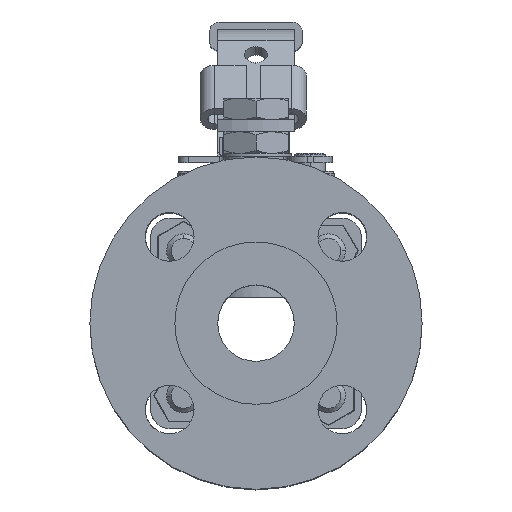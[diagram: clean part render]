
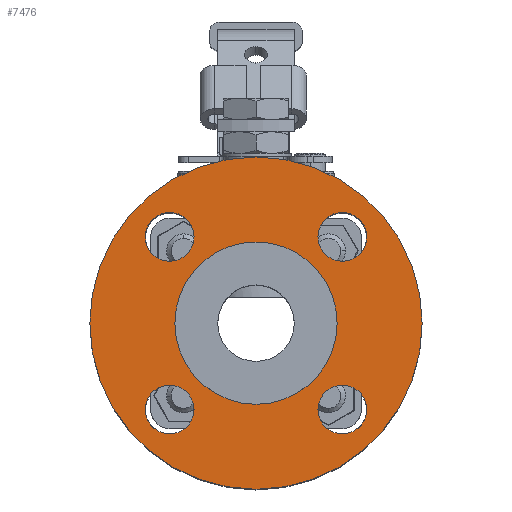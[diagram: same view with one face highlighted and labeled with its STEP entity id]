
A CAD part, top view. The second image highlights one B-rep face of the part: STEP entity #7476.
In plain terms, the highlighted face is planar.
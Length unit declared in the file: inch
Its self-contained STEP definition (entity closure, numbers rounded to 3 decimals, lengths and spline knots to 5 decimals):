
#366 = EDGE_CURVE ( 'NONE', #5068, #5144, #3598, .T. ) ;
#578 = EDGE_LOOP ( 'NONE', ( #13727, #2328 ) ) ;
#629 = DIRECTION ( 'NONE',  ( 0., 0., -1. ) ) ;
#632 = AXIS2_PLACEMENT_3D ( 'NONE', #1440, #10573, #15111 ) ;
#649 = EDGE_LOOP ( 'NONE', ( #4122, #5462 ) ) ;
#685 = CARTESIAN_POINT ( 'NONE',  ( -1.10662, -1.10662, -0.1875 ) ) ;
#697 = DIRECTION ( 'NONE',  ( 0., 0., -1. ) ) ;
#983 = DIRECTION ( 'NONE',  ( 1., 0., 0. ) ) ;
#999 = AXIS2_PLACEMENT_3D ( 'NONE', #11957, #8926, #1350 ) ;
#1012 = EDGE_CURVE ( 'NONE', #2594, #18135, #10093, .T. ) ;
#1018 = DIRECTION ( 'NONE',  ( 1., 0., 0. ) ) ;
#1083 = AXIS2_PLACEMENT_3D ( 'NONE', #14090, #629, #9461 ) ;
#1115 = PLANE ( 'NONE',  #12868 ) ;
#1205 = FACE_BOUND ( 'NONE', #3143, .T. ) ;
#1245 = EDGE_CURVE ( 'NONE', #18384, #15920, #2640, .T. ) ;
#1350 = DIRECTION ( 'NONE',  ( -1., 0., 0. ) ) ;
#1440 = CARTESIAN_POINT ( 'NONE',  ( 0., 0., -0.1875 ) ) ;
#1688 = CIRCLE ( 'NONE', #18658, 0.3125 ) ;
#1695 = ORIENTED_EDGE ( 'NONE', *, *, #1245, .F. ) ;
#1806 = CIRCLE ( 'NONE', #9971, 0.3125 ) ;
#1814 = CARTESIAN_POINT ( 'NONE',  ( 1.10662, -1.10662, -0.1875 ) ) ;
#1815 = EDGE_LOOP ( 'NONE', ( #10041, #9155 ) ) ;
#2177 = DIRECTION ( 'NONE',  ( 0., 0., -1. ) ) ;
#2328 = ORIENTED_EDGE ( 'NONE', *, *, #17721, .F. ) ;
#2447 = CARTESIAN_POINT ( 'NONE',  ( -2.13, 0., -0.1875 ) ) ;
#2490 = FACE_BOUND ( 'NONE', #649, .T. ) ;
#2594 = VERTEX_POINT ( 'NONE', #13808 ) ;
#2640 = CIRCLE ( 'NONE', #16141, 2.13 ) ;
#2895 = AXIS2_PLACEMENT_3D ( 'NONE', #685, #18565, #5093 ) ;
#3143 = EDGE_LOOP ( 'NONE', ( #18635, #16262 ) ) ;
#3334 = CARTESIAN_POINT ( 'NONE',  ( 0.79412, -1.10662, -0.1875 ) ) ;
#3598 = CIRCLE ( 'NONE', #1083, 0.3125 ) ;
#3648 = CARTESIAN_POINT ( 'NONE',  ( -1.10662, 1.10662, -0.1875 ) ) ;
#3722 = EDGE_CURVE ( 'NONE', #11058, #6345, #16071, .T. ) ;
#4122 = ORIENTED_EDGE ( 'NONE', *, *, #8914, .F. ) ;
#4164 = ORIENTED_EDGE ( 'NONE', *, *, #19163, .F. ) ;
#4828 = AXIS2_PLACEMENT_3D ( 'NONE', #17693, #8550, #983 ) ;
#4882 = DIRECTION ( 'NONE',  ( 0., 0., 1. ) ) ;
#4885 = CARTESIAN_POINT ( 'NONE',  ( -1.04, 0., -0.1875 ) ) ;
#5068 = VERTEX_POINT ( 'NONE', #13354 ) ;
#5093 = DIRECTION ( 'NONE',  ( 0., -1., 0. ) ) ;
#5144 = VERTEX_POINT ( 'NONE', #3334 ) ;
#5428 = DIRECTION ( 'NONE',  ( 0., 0., 1. ) ) ;
#5429 = AXIS2_PLACEMENT_3D ( 'NONE', #8357, #15548, #6774 ) ;
#5462 = ORIENTED_EDGE ( 'NONE', *, *, #11778, .F. ) ;
#5624 = FACE_BOUND ( 'NONE', #578, .T. ) ;
#6079 = CIRCLE ( 'NONE', #4828, 1.04 ) ;
#6246 = CIRCLE ( 'NONE', #632, 2.13 ) ;
#6345 = VERTEX_POINT ( 'NONE', #7626 ) ;
#6499 = DIRECTION ( 'NONE',  ( 0., 0., -1. ) ) ;
#6767 = CIRCLE ( 'NONE', #12735, 0.3125 ) ;
#6774 = DIRECTION ( 'NONE',  ( 0., 1., 0. ) ) ;
#6824 = EDGE_CURVE ( 'NONE', #15920, #18384, #6246, .T. ) ;
#6857 = VERTEX_POINT ( 'NONE', #15206 ) ;
#7057 = AXIS2_PLACEMENT_3D ( 'NONE', #18006, #6499, #17146 ) ;
#7146 = ORIENTED_EDGE ( 'NONE', *, *, #6824, .F. ) ;
#7265 = CARTESIAN_POINT ( 'NONE',  ( 0.79412, 1.10662, -0.1875 ) ) ;
#7476 = ADVANCED_FACE ( 'NONE', ( #16154, #17730, #5624, #1205, #12809, #2490 ), #1115, .F. ) ;
#7626 = CARTESIAN_POINT ( 'NONE',  ( -0.79412, -1.10662, -0.1875 ) ) ;
#7863 = ORIENTED_EDGE ( 'NONE', *, *, #366, .F. ) ;
#8081 = CARTESIAN_POINT ( 'NONE',  ( 1.10662, 1.10662, -0.1875 ) ) ;
#8124 = CARTESIAN_POINT ( 'NONE',  ( 2.13, 0., -0.1875 ) ) ;
#8268 = DIRECTION ( 'NONE',  ( 0., -1., 0. ) ) ;
#8357 = CARTESIAN_POINT ( 'NONE',  ( 1.10662, 1.10662, -0.1875 ) ) ;
#8550 = DIRECTION ( 'NONE',  ( 0., 0., -1. ) ) ;
#8644 = EDGE_LOOP ( 'NONE', ( #1695, #7146 ) ) ;
#8914 = EDGE_CURVE ( 'NONE', #11709, #13304, #15556, .T. ) ;
#8926 = DIRECTION ( 'NONE',  ( 0., 0., -1. ) ) ;
#9155 = ORIENTED_EDGE ( 'NONE', *, *, #17706, .F. ) ;
#9236 = CIRCLE ( 'NONE', #11733, 0.3125 ) ;
#9461 = DIRECTION ( 'NONE',  ( 1., 0., 0. ) ) ;
#9852 = CARTESIAN_POINT ( 'NONE',  ( 0., 0., -0.1875 ) ) ;
#9971 = AXIS2_PLACEMENT_3D ( 'NONE', #1814, #16864, #15857 ) ;
#10041 = ORIENTED_EDGE ( 'NONE', *, *, #3722, .F. ) ;
#10093 = CIRCLE ( 'NONE', #999, 0.3125 ) ;
#10573 = DIRECTION ( 'NONE',  ( 0., 0., 1. ) ) ;
#11002 = CARTESIAN_POINT ( 'NONE',  ( 1.04, 0., -0.1875 ) ) ;
#11058 = VERTEX_POINT ( 'NONE', #15373 ) ;
#11191 = CARTESIAN_POINT ( 'NONE',  ( -0.79412, 1.10662, -0.1875 ) ) ;
#11658 = EDGE_CURVE ( 'NONE', #18135, #2594, #9236, .T. ) ;
#11709 = VERTEX_POINT ( 'NONE', #11002 ) ;
#11733 = AXIS2_PLACEMENT_3D ( 'NONE', #3648, #697, #15549 ) ;
#11778 = EDGE_CURVE ( 'NONE', #13304, #11709, #6079, .T. ) ;
#11957 = CARTESIAN_POINT ( 'NONE',  ( -1.10662, 1.10662, -0.1875 ) ) ;
#12345 = CARTESIAN_POINT ( 'NONE',  ( 0., 0., -0.1875 ) ) ;
#12595 = DIRECTION ( 'NONE',  ( 0., 1., 0. ) ) ;
#12735 = AXIS2_PLACEMENT_3D ( 'NONE', #8081, #2177, #12595 ) ;
#12771 = VERTEX_POINT ( 'NONE', #7265 ) ;
#12809 = FACE_OUTER_BOUND ( 'NONE', #8644, .T. ) ;
#12868 = AXIS2_PLACEMENT_3D ( 'NONE', #9852, #5428, #1018 ) ;
#13304 = VERTEX_POINT ( 'NONE', #4885 ) ;
#13354 = CARTESIAN_POINT ( 'NONE',  ( 1.41912, -1.10662, -0.1875 ) ) ;
#13727 = ORIENTED_EDGE ( 'NONE', *, *, #18180, .F. ) ;
#13808 = CARTESIAN_POINT ( 'NONE',  ( -1.41912, 1.10662, -0.1875 ) ) ;
#14090 = CARTESIAN_POINT ( 'NONE',  ( 1.10662, -1.10662, -0.1875 ) ) ;
#14280 = DIRECTION ( 'NONE',  ( 0., 0., -1. ) ) ;
#15111 = DIRECTION ( 'NONE',  ( 1., 0., 0. ) ) ;
#15206 = CARTESIAN_POINT ( 'NONE',  ( 1.41912, 1.10662, -0.1875 ) ) ;
#15373 = CARTESIAN_POINT ( 'NONE',  ( -1.41912, -1.10662, -0.1875 ) ) ;
#15548 = DIRECTION ( 'NONE',  ( 0., 0., -1. ) ) ;
#15549 = DIRECTION ( 'NONE',  ( -1., 0., 0. ) ) ;
#15556 = CIRCLE ( 'NONE', #7057, 1.04 ) ;
#15810 = DIRECTION ( 'NONE',  ( 1., 0., 0. ) ) ;
#15857 = DIRECTION ( 'NONE',  ( 1., 0., 0. ) ) ;
#15920 = VERTEX_POINT ( 'NONE', #8124 ) ;
#16071 = CIRCLE ( 'NONE', #2895, 0.3125 ) ;
#16141 = AXIS2_PLACEMENT_3D ( 'NONE', #12345, #4882, #15810 ) ;
#16154 = FACE_BOUND ( 'NONE', #1815, .T. ) ;
#16262 = ORIENTED_EDGE ( 'NONE', *, *, #11658, .F. ) ;
#16864 = DIRECTION ( 'NONE',  ( 0., 0., -1. ) ) ;
#17079 = CIRCLE ( 'NONE', #5429, 0.3125 ) ;
#17146 = DIRECTION ( 'NONE',  ( 1., 0., 0. ) ) ;
#17693 = CARTESIAN_POINT ( 'NONE',  ( 0., 0., -0.1875 ) ) ;
#17706 = EDGE_CURVE ( 'NONE', #6345, #11058, #1688, .T. ) ;
#17721 = EDGE_CURVE ( 'NONE', #6857, #12771, #6767, .T. ) ;
#17730 = FACE_BOUND ( 'NONE', #18891, .T. ) ;
#18006 = CARTESIAN_POINT ( 'NONE',  ( 0., 0., -0.1875 ) ) ;
#18135 = VERTEX_POINT ( 'NONE', #11191 ) ;
#18180 = EDGE_CURVE ( 'NONE', #12771, #6857, #17079, .T. ) ;
#18384 = VERTEX_POINT ( 'NONE', #2447 ) ;
#18565 = DIRECTION ( 'NONE',  ( 0., 0., -1. ) ) ;
#18635 = ORIENTED_EDGE ( 'NONE', *, *, #1012, .F. ) ;
#18658 = AXIS2_PLACEMENT_3D ( 'NONE', #18697, #14280, #8268 ) ;
#18697 = CARTESIAN_POINT ( 'NONE',  ( -1.10662, -1.10662, -0.1875 ) ) ;
#18891 = EDGE_LOOP ( 'NONE', ( #4164, #7863 ) ) ;
#19163 = EDGE_CURVE ( 'NONE', #5144, #5068, #1806, .T. ) ;
